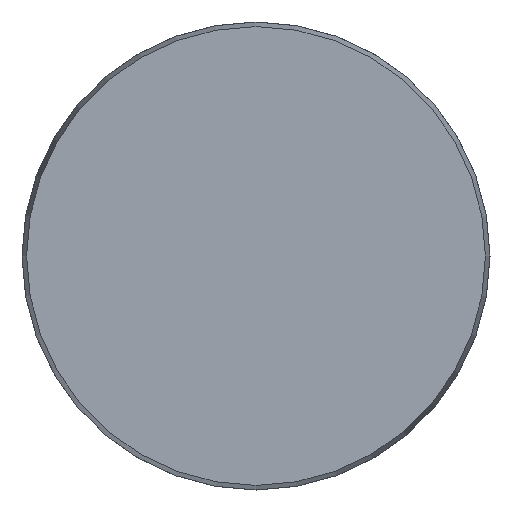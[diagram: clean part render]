
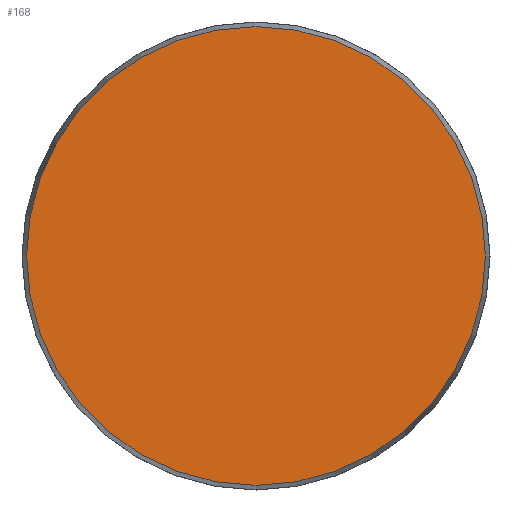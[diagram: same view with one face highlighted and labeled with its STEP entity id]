
A CAD part, front view. The second image highlights one B-rep face of the part: STEP entity #168.
In plain terms, the highlighted planar face has unit normal (0, -1, 0).
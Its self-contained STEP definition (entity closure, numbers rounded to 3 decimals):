
#18 = VERTEX_POINT ( 'NONE', #260 ) ;
#80 = DIRECTION ( 'NONE',  ( 0., 0., 1. ) ) ;
#94 = CIRCLE ( 'NONE', #338, 28.425 ) ;
#156 = FACE_OUTER_BOUND ( 'NONE', #551, .T. ) ;
#168 = ADVANCED_FACE ( 'NONE', ( #156 ), #636, .F. ) ;
#260 = CARTESIAN_POINT ( 'NONE',  ( 0., 0., -28.425 ) ) ;
#278 = ORIENTED_EDGE ( 'NONE', *, *, #306, .T. ) ;
#306 = EDGE_CURVE ( 'NONE', #18, #18, #94, .T. ) ;
#338 = AXIS2_PLACEMENT_3D ( 'NONE', #359, #700, #407 ) ;
#359 = CARTESIAN_POINT ( 'NONE',  ( 0., 0., 0. ) ) ;
#407 = DIRECTION ( 'NONE',  ( 0., 0., -1. ) ) ;
#473 = AXIS2_PLACEMENT_3D ( 'NONE', #687, #568, #80 ) ;
#551 = EDGE_LOOP ( 'NONE', ( #278 ) ) ;
#568 = DIRECTION ( 'NONE',  ( 0., 1., 0. ) ) ;
#636 = PLANE ( 'NONE',  #473 ) ;
#687 = CARTESIAN_POINT ( 'NONE',  ( -28.425, 0., 0. ) ) ;
#700 = DIRECTION ( 'NONE',  ( 0., -1., 0. ) ) ;
